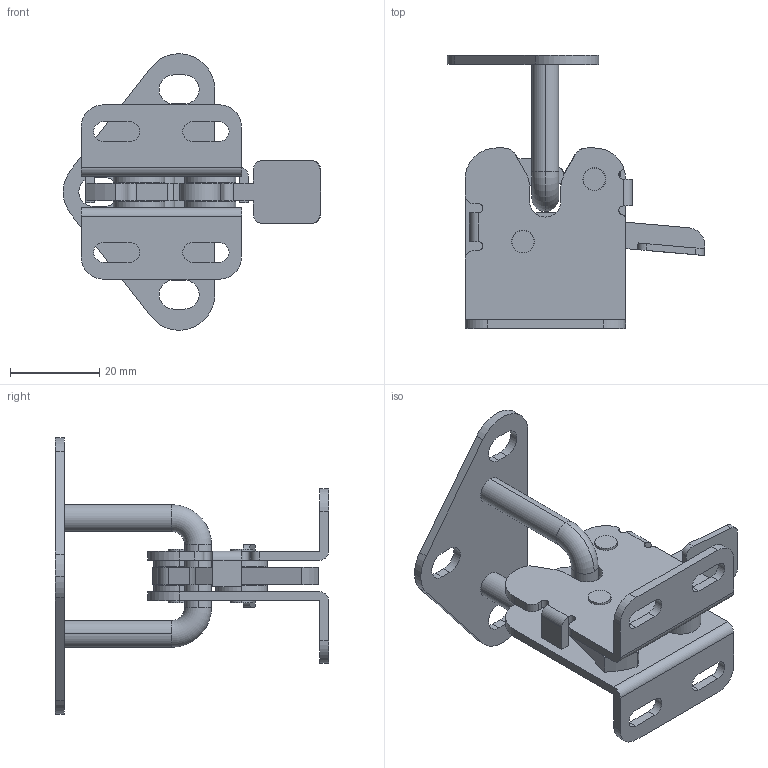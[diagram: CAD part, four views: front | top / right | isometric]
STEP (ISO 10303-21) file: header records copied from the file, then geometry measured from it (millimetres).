
FILE_DESCRIPTION (( 'STEP AP203' ), '1' );
FILE_NAME ('C-1451-1.STEP', '2010-10-21T02:21:54', ( ' ' ), ( ' ' ), 'SwSTEP 2.0', 'SolidWorks 2007', '' );
FILE_SCHEMA (( 'CONFIG_CONTROL_DESIGN' ));
Length unit declared in the file: millimetre
Products named in the file (7): C-1451-1庴偗嬥嬶__棉太倌; C-1451-1; C-1451-1僽儔働僢僩1__棉太倌; C-1451-1僽儔働僢僩2__棉太倌; C-1451-1僇儉__棉太倌; C-1451-1儗僶乕丄墴偟斅__棉太倌; C-1451-1僺儞__棉太倌
Assembly tree (7 placements, depth 2):
  C-1451-1
    C-1451-1僽儔働僢僩2__棉太倌
    C-1451-1儗僶乕丄墴偟斅__棉太倌
    C-1451-1庴偗嬥嬶__棉太倌
    C-1451-1僺儞__棉太倌  x2
    C-1451-1僇儉__棉太倌
    C-1451-1僽儔働僢僩1__棉太倌
Bounding box: 57.77 x 61.25 x 61.95 mm (x, y, z)
Volume: 16262.9 mm3; surface area: 16824.7 mm2
Topology: 7 solids, 7 shells, 234 faces, 626 edges, 414 vertices
Faces by surface type: cylinder 127, plane 103, torus 4
Entity records: 7813 total; most frequent: DIRECTION 1296, CARTESIAN_POINT 1218, ORIENTED_EDGE 1192, EDGE_CURVE 596, AXIS2_PLACEMENT_3D 472, VERTEX_POINT 394, LINE 352, VECTOR 352
